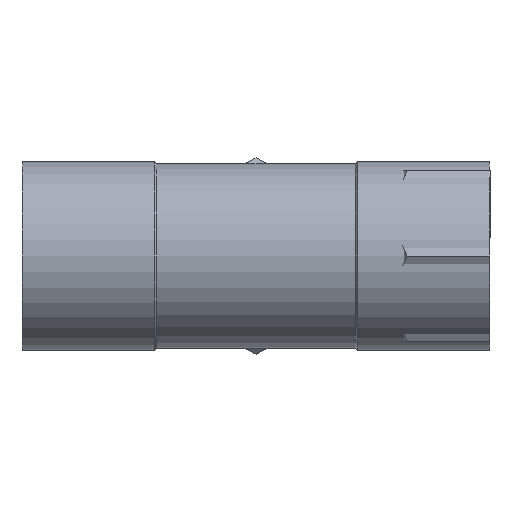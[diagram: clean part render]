
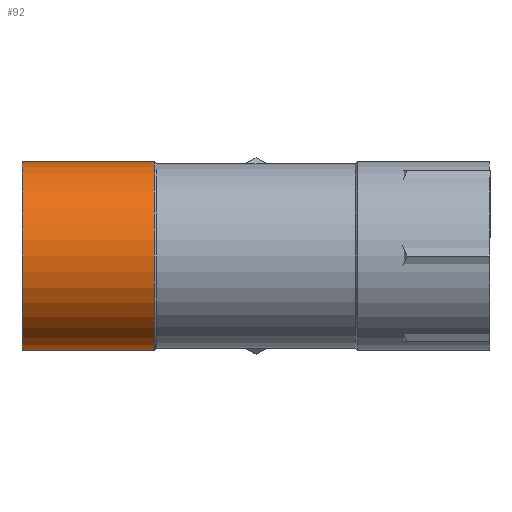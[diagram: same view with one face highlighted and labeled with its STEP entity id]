
A CAD part, left-side view. The second image highlights one B-rep face of the part: STEP entity #92.
In plain terms, the highlighted cylindrical face has radius 20 mm (diameter 40 mm), a full revolution.
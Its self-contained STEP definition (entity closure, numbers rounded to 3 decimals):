
#92 = ADVANCED_FACE( '', ( #198, #199 ), #200, .T. );
#198 = FACE_OUTER_BOUND( '', #316, .T. );
#199 = FACE_OUTER_BOUND( '', #317, .T. );
#200 = CYLINDRICAL_SURFACE( '', #318, 20. );
#316 = EDGE_LOOP( '', ( #469 ) );
#317 = EDGE_LOOP( '', ( #470 ) );
#318 = AXIS2_PLACEMENT_3D( '', #471, #472, #473 );
#469 = ORIENTED_EDGE( '', *, *, #568, .F. );
#470 = ORIENTED_EDGE( '', *, *, #602, .T. );
#471 = CARTESIAN_POINT( '', ( 0., 70., 0. ) );
#472 = DIRECTION( '', ( 0., -1., 0. ) );
#473 = DIRECTION( '', ( 0., 0., -1. ) );
#568 = EDGE_CURVE( '', #641, #641, #642, .T. );
#602 = EDGE_CURVE( '', #693, #693, #694, .T. );
#641 = VERTEX_POINT( '', #850 );
#642 = CIRCLE( '', #851, 20. );
#693 = VERTEX_POINT( '', #947 );
#694 = CIRCLE( '', #948, 20. );
#850 = CARTESIAN_POINT( '', ( 0., 71., -20. ) );
#851 = AXIS2_PLACEMENT_3D( '', #1014, #1015, #1016 );
#947 = CARTESIAN_POINT( '', ( 20., 99., 0. ) );
#948 = AXIS2_PLACEMENT_3D( '', #1056, #1057, #1058 );
#1014 = CARTESIAN_POINT( '', ( 0., 71., 0. ) );
#1015 = DIRECTION( '', ( 0., -1., 0. ) );
#1016 = DIRECTION( '', ( 0., 0., -1. ) );
#1056 = CARTESIAN_POINT( '', ( 0., 99., 0. ) );
#1057 = DIRECTION( '', ( 0., -1., 0. ) );
#1058 = DIRECTION( '', ( 1., 0., 0. ) );
